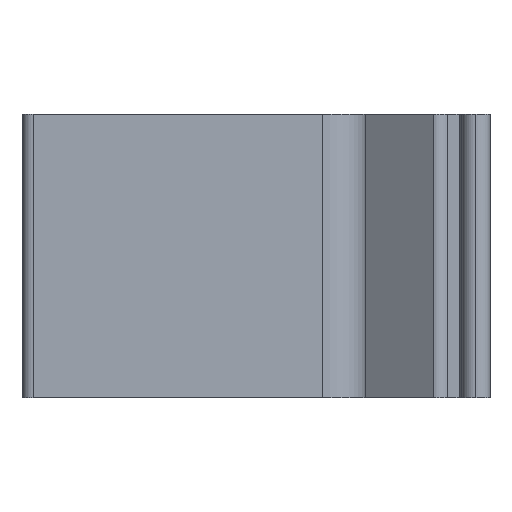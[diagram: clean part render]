
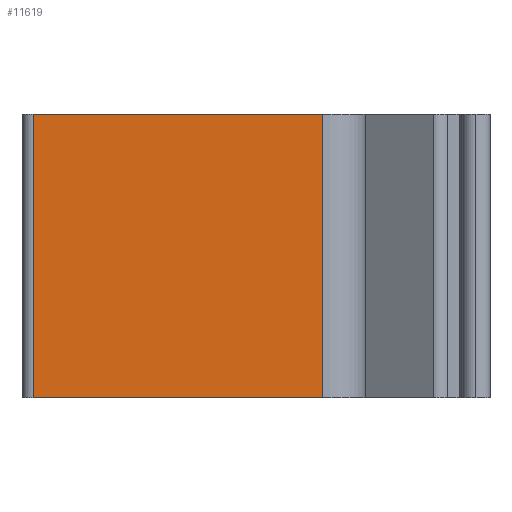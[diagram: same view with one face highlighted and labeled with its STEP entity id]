
A CAD part, left-side view. The second image highlights one B-rep face of the part: STEP entity #11619.
In plain terms, the highlighted planar face has unit normal (-1, 0, 0).
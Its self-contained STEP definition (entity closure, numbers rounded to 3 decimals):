
#143 = CARTESIAN_POINT ( 'NONE',  ( 92.801, 171.602, 10. ) ) ;
#501 = DIRECTION ( 'NONE',  ( 0., 0., -1. ) ) ;
#1100 = CARTESIAN_POINT ( 'NONE',  ( 92.801, 171.602, 0. ) ) ;
#1137 = CARTESIAN_POINT ( 'NONE',  ( 92.801, 181.818, 0. ) ) ;
#2228 = VECTOR ( 'NONE', #11323, 1000. ) ;
#2321 = ORIENTED_EDGE ( 'NONE', *, *, #2461, .T. ) ;
#2347 = LINE ( 'NONE', #11662, #6986 ) ;
#2412 = LINE ( 'NONE', #143, #9556 ) ;
#2461 = EDGE_CURVE ( 'NONE', #6782, #4110, #11851, .T. ) ;
#2984 = DIRECTION ( 'NONE',  ( 0., 1., 0. ) ) ;
#3748 = VERTEX_POINT ( 'NONE', #8167 ) ;
#3963 = CARTESIAN_POINT ( 'NONE',  ( 92.801, 171.602, 10. ) ) ;
#4106 = CARTESIAN_POINT ( 'NONE',  ( 92.801, 171.602, 0. ) ) ;
#4110 = VERTEX_POINT ( 'NONE', #4106 ) ;
#4440 = EDGE_CURVE ( 'NONE', #3748, #9353, #2412, .T. ) ;
#4986 = LINE ( 'NONE', #10730, #9664 ) ;
#6680 = PLANE ( 'NONE',  #11038 ) ;
#6782 = VERTEX_POINT ( 'NONE', #1137 ) ;
#6986 = VECTOR ( 'NONE', #501, 1000. ) ;
#7591 = DIRECTION ( 'NONE',  ( 0., -1., 0. ) ) ;
#7616 = CARTESIAN_POINT ( 'NONE',  ( 92.801, 171.602, 10. ) ) ;
#7866 = EDGE_LOOP ( 'NONE', ( #2321, #9833, #10331, #8021 ) ) ;
#8021 = ORIENTED_EDGE ( 'NONE', *, *, #9472, .T. ) ;
#8148 = EDGE_CURVE ( 'NONE', #9353, #4110, #4986, .T. ) ;
#8167 = CARTESIAN_POINT ( 'NONE',  ( 92.801, 181.818, 10. ) ) ;
#8564 = DIRECTION ( 'NONE',  ( 1., 0., 0. ) ) ;
#9353 = VERTEX_POINT ( 'NONE', #3963 ) ;
#9472 = EDGE_CURVE ( 'NONE', #3748, #6782, #2347, .T. ) ;
#9556 = VECTOR ( 'NONE', #7591, 1000. ) ;
#9664 = VECTOR ( 'NONE', #11672, 1000. ) ;
#9833 = ORIENTED_EDGE ( 'NONE', *, *, #8148, .F. ) ;
#10331 = ORIENTED_EDGE ( 'NONE', *, *, #4440, .F. ) ;
#10730 = CARTESIAN_POINT ( 'NONE',  ( 92.801, 171.602, 10. ) ) ;
#10878 = FACE_OUTER_BOUND ( 'NONE', #7866, .T. ) ;
#11038 = AXIS2_PLACEMENT_3D ( 'NONE', #7616, #8564, #2984 ) ;
#11323 = DIRECTION ( 'NONE',  ( 0., -1., 0. ) ) ;
#11619 = ADVANCED_FACE ( 'NONE', ( #10878 ), #6680, .F. ) ;
#11662 = CARTESIAN_POINT ( 'NONE',  ( 92.801, 181.818, 10. ) ) ;
#11672 = DIRECTION ( 'NONE',  ( 0., 0., -1. ) ) ;
#11851 = LINE ( 'NONE', #1100, #2228 ) ;
